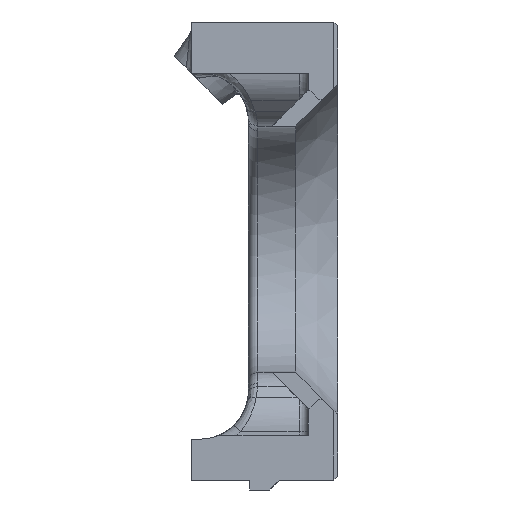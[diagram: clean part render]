
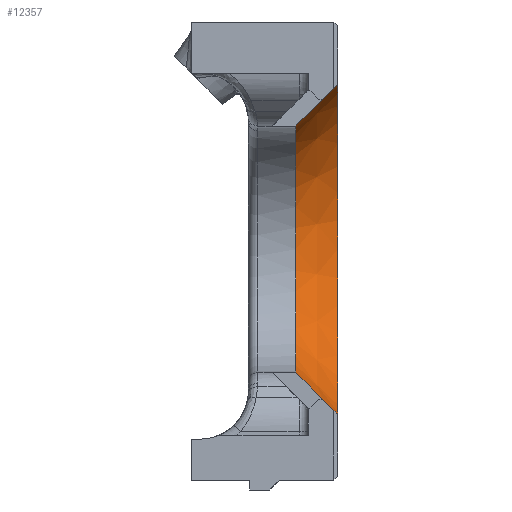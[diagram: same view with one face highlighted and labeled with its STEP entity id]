
A CAD part, left-side view. The second image highlights one B-rep face of the part: STEP entity #12357.
In plain terms, the highlighted conical face has half-angle 45 degrees and reference radius 6.937 mm.
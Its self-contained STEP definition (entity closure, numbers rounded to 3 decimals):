
#88 = DIRECTION ( 'NONE',  ( 0., 0.707, 0.707 ) ) ;
#180 = VERTEX_POINT ( 'NONE', #7845 ) ;
#192 = CARTESIAN_POINT ( 'NONE',  ( -141.892, 22.913, 10. ) ) ;
#235 = CARTESIAN_POINT ( 'NONE',  ( -141.892, 7.525, 1.55 ) ) ;
#2026 = CARTESIAN_POINT ( 'NONE',  ( -141.892, 15.621, 9.646 ) ) ;
#2470 = VERTEX_POINT ( 'NONE', #11949 ) ;
#3374 = DIRECTION ( 'NONE',  ( 0., 1., 0. ) ) ;
#3583 = ORIENTED_EDGE ( 'NONE', *, *, #12405, .T. ) ;
#3881 = EDGE_CURVE ( 'NONE', #2470, #10637, #5158, .T. ) ;
#4312 = VECTOR ( 'NONE', #19089, 1000. ) ;
#4779 = ORIENTED_EDGE ( 'NONE', *, *, #5992, .T. ) ;
#4809 = DIRECTION ( 'NONE',  ( 0., 0.707, 0.707 ) ) ;
#5158 = CIRCLE ( 'NONE', #15064, 12.646 ) ;
#5369 = VECTOR ( 'NONE', #4809, 1000. ) ;
#5992 = EDGE_CURVE ( 'NONE', #12424, #7414, #6817, .T. ) ;
#6516 = ORIENTED_EDGE ( 'NONE', *, *, #3881, .T. ) ;
#6817 = CIRCLE ( 'NONE', #16089, 16.937 ) ;
#6876 = CARTESIAN_POINT ( 'NONE',  ( -141.892, 5.975, 0. ) ) ;
#7398 = DIRECTION ( 'NONE',  ( 0., 1., 0. ) ) ;
#7414 = VERTEX_POINT ( 'NONE', #6876 ) ;
#7845 = CARTESIAN_POINT ( 'NONE',  ( -141.892, 38.3, 1.55 ) ) ;
#8062 = LINE ( 'NONE', #2026, #5369 ) ;
#8614 = EDGE_LOOP ( 'NONE', ( #18984, #18952, #6516, #3583, #10044, #4779 ) ) ;
#8654 = CARTESIAN_POINT ( 'NONE',  ( -141.892, 17.558, 22.292 ) ) ;
#9246 = DIRECTION ( 'NONE',  ( 0., 0., -1. ) ) ;
#9531 = CARTESIAN_POINT ( 'NONE',  ( -141.892, 39.85, 0. ) ) ;
#9860 = EDGE_CURVE ( 'NONE', #7414, #10288, #8062, .T. ) ;
#10044 = ORIENTED_EDGE ( 'NONE', *, *, #18809, .T. ) ;
#10081 = DIRECTION ( 'NONE',  ( 0., 0., 1. ) ) ;
#10110 = LINE ( 'NONE', #8654, #4312 ) ;
#10275 = VECTOR ( 'NONE', #10989, 1000. ) ;
#10288 = VERTEX_POINT ( 'NONE', #235 ) ;
#10607 = FACE_OUTER_BOUND ( 'NONE', #8614, .T. ) ;
#10637 = VERTEX_POINT ( 'NONE', #15075 ) ;
#10989 = DIRECTION ( 'NONE',  ( 0., 0.707, -0.707 ) ) ;
#11510 = CONICAL_SURFACE ( 'NONE', #14592, 6.937, 0.785 ) ;
#11949 = CARTESIAN_POINT ( 'NONE',  ( -141.892, 10.267, 4.292 ) ) ;
#12239 = LINE ( 'NONE', #18136, #10275 ) ;
#12357 = ADVANCED_FACE ( 'NONE', ( #10607 ), #11510, .F. ) ;
#12405 = EDGE_CURVE ( 'NONE', #10637, #180, #12239, .T. ) ;
#12424 = VERTEX_POINT ( 'NONE', #9531 ) ;
#12639 = VECTOR ( 'NONE', #88, 1000. ) ;
#14443 = DIRECTION ( 'NONE',  ( 0., 1., 0. ) ) ;
#14536 = CARTESIAN_POINT ( 'NONE',  ( -141.892, 22.913, 4.292 ) ) ;
#14592 = AXIS2_PLACEMENT_3D ( 'NONE', #192, #9246, #7398 ) ;
#15064 = AXIS2_PLACEMENT_3D ( 'NONE', #14536, #10081, #14443 ) ;
#15069 = CARTESIAN_POINT ( 'NONE',  ( -141.892, 22.913, 0. ) ) ;
#15075 = CARTESIAN_POINT ( 'NONE',  ( -141.892, 35.558, 4.292 ) ) ;
#15357 = DIRECTION ( 'NONE',  ( 0., 0., -1. ) ) ;
#16089 = AXIS2_PLACEMENT_3D ( 'NONE', #15069, #15357, #3374 ) ;
#16298 = LINE ( 'NONE', #16389, #12639 ) ;
#16389 = CARTESIAN_POINT ( 'NONE',  ( -141.892, 22.913, 16.937 ) ) ;
#18136 = CARTESIAN_POINT ( 'NONE',  ( -141.892, 22.913, 16.937 ) ) ;
#18809 = EDGE_CURVE ( 'NONE', #180, #12424, #10110, .T. ) ;
#18952 = ORIENTED_EDGE ( 'NONE', *, *, #18978, .T. ) ;
#18978 = EDGE_CURVE ( 'NONE', #10288, #2470, #16298, .T. ) ;
#18984 = ORIENTED_EDGE ( 'NONE', *, *, #9860, .T. ) ;
#19089 = DIRECTION ( 'NONE',  ( 0., 0.707, -0.707 ) ) ;
